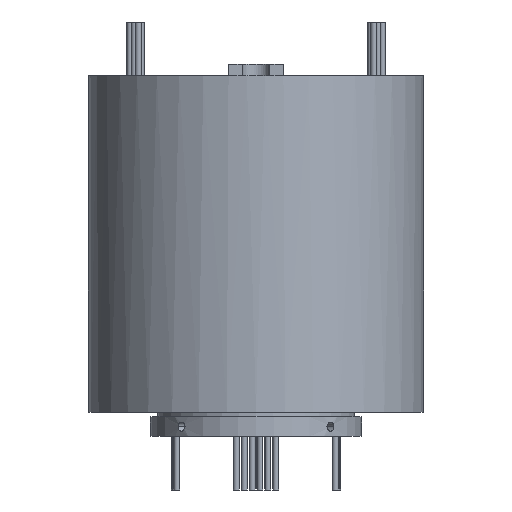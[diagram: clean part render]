
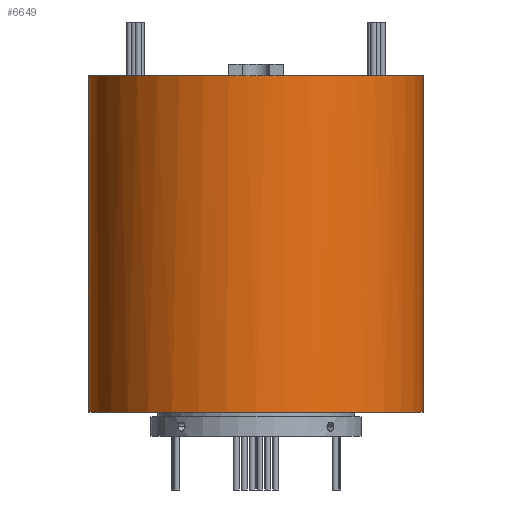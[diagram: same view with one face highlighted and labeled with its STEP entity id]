
A CAD part, front view. The second image highlights one B-rep face of the part: STEP entity #6649.
In plain terms, the highlighted cylindrical face has radius 59.5 mm (diameter 119 mm), a partial arc.
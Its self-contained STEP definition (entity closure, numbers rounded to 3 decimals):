
#195 = EDGE_CURVE ( 'NONE', #6539, #8650, #8065, .T. ) ;
#394 = AXIS2_PLACEMENT_3D ( 'NONE', #2286, #7024, #2965 ) ;
#428 = ORIENTED_EDGE ( 'NONE', *, *, #8159, .T. ) ;
#517 = ORIENTED_EDGE ( 'NONE', *, *, #7946, .T. ) ;
#824 = CARTESIAN_POINT ( 'NONE',  ( 59.5, 0., 128.2 ) ) ;
#882 = CIRCLE ( 'NONE', #394, 59.5 ) ;
#1022 = ORIENTED_EDGE ( 'NONE', *, *, #5040, .F. ) ;
#1072 = DIRECTION ( 'NONE',  ( 0., 0., -1. ) ) ;
#1132 = CARTESIAN_POINT ( 'NONE',  ( 59.5, 0., 8.6 ) ) ;
#1272 = DIRECTION ( 'NONE',  ( 0., 0., 1. ) ) ;
#1309 = CARTESIAN_POINT ( 'NONE',  ( 0., 0., 128.2 ) ) ;
#1377 = AXIS2_PLACEMENT_3D ( 'NONE', #1309, #6068, #2008 ) ;
#1425 = EDGE_LOOP ( 'NONE', ( #1022, #8284, #3354, #5296, #428, #517 ) ) ;
#1484 = DIRECTION ( 'NONE',  ( 0., 0., -1. ) ) ;
#1974 = CIRCLE ( 'NONE', #2485, 59.5 ) ;
#2008 = DIRECTION ( 'NONE',  ( 1., 0., 0. ) ) ;
#2095 = CARTESIAN_POINT ( 'NONE',  ( -59.5, 0., 128.2 ) ) ;
#2286 = CARTESIAN_POINT ( 'NONE',  ( 0., 0., 8.6 ) ) ;
#2362 = DIRECTION ( 'NONE',  ( 0., 0., 1. ) ) ;
#2441 = DIRECTION ( 'NONE',  ( -1., 0., 0. ) ) ;
#2485 = AXIS2_PLACEMENT_3D ( 'NONE', #6420, #2362, #7111 ) ;
#2620 = CARTESIAN_POINT ( 'NONE',  ( 9.75, -58.696, 128.2 ) ) ;
#2965 = DIRECTION ( 'NONE',  ( 1., 0., 0. ) ) ;
#3073 = CARTESIAN_POINT ( 'NONE',  ( -59.5, 0., 8.6 ) ) ;
#3236 = VERTEX_POINT ( 'NONE', #3073 ) ;
#3354 = ORIENTED_EDGE ( 'NONE', *, *, #195, .F. ) ;
#3434 = EDGE_CURVE ( 'NONE', #8650, #4504, #3697, .T. ) ;
#3553 = VERTEX_POINT ( 'NONE', #2095 ) ;
#3697 = CIRCLE ( 'NONE', #1377, 59.5 ) ;
#3878 = LINE ( 'NONE', #824, #7472 ) ;
#3897 = CARTESIAN_POINT ( 'NONE',  ( -59.5, 0., 128.2 ) ) ;
#4504 = VERTEX_POINT ( 'NONE', #4983 ) ;
#4983 = CARTESIAN_POINT ( 'NONE',  ( 59.5, 0., 128.2 ) ) ;
#5040 = EDGE_CURVE ( 'NONE', #4504, #7562, #3878, .T. ) ;
#5296 = ORIENTED_EDGE ( 'NONE', *, *, #6567, .F. ) ;
#5354 = CARTESIAN_POINT ( 'NONE',  ( 0., 0., 128.2 ) ) ;
#5914 = DIRECTION ( 'NONE',  ( 0., 0., -1. ) ) ;
#6036 = DIRECTION ( 'NONE',  ( 1., 0., 0. ) ) ;
#6068 = DIRECTION ( 'NONE',  ( 0., 0., 1. ) ) ;
#6366 = CARTESIAN_POINT ( 'NONE',  ( -9.75, -58.696, 128.2 ) ) ;
#6420 = CARTESIAN_POINT ( 'NONE',  ( 0., 0., 128.2 ) ) ;
#6442 = CYLINDRICAL_SURFACE ( 'NONE', #7036, 59.5 ) ;
#6539 = VERTEX_POINT ( 'NONE', #6366 ) ;
#6567 = EDGE_CURVE ( 'NONE', #3553, #6539, #1974, .T. ) ;
#6647 = FACE_OUTER_BOUND ( 'NONE', #1425, .T. ) ;
#6649 = ADVANCED_FACE ( 'NONE', ( #6647 ), #6442, .T. ) ;
#6713 = VECTOR ( 'NONE', #5914, 1000. ) ;
#7024 = DIRECTION ( 'NONE',  ( 0., 0., 1. ) ) ;
#7036 = AXIS2_PLACEMENT_3D ( 'NONE', #8524, #1072, #2441 ) ;
#7111 = DIRECTION ( 'NONE',  ( 1., 0., 0. ) ) ;
#7472 = VECTOR ( 'NONE', #1484, 1000. ) ;
#7562 = VERTEX_POINT ( 'NONE', #1132 ) ;
#7943 = AXIS2_PLACEMENT_3D ( 'NONE', #5354, #1272, #6036 ) ;
#7946 = EDGE_CURVE ( 'NONE', #3236, #7562, #882, .T. ) ;
#8065 = CIRCLE ( 'NONE', #7943, 59.5 ) ;
#8159 = EDGE_CURVE ( 'NONE', #3553, #3236, #8523, .T. ) ;
#8284 = ORIENTED_EDGE ( 'NONE', *, *, #3434, .F. ) ;
#8523 = LINE ( 'NONE', #3897, #6713 ) ;
#8524 = CARTESIAN_POINT ( 'NONE',  ( 0., 0., 128.2 ) ) ;
#8650 = VERTEX_POINT ( 'NONE', #2620 ) ;
